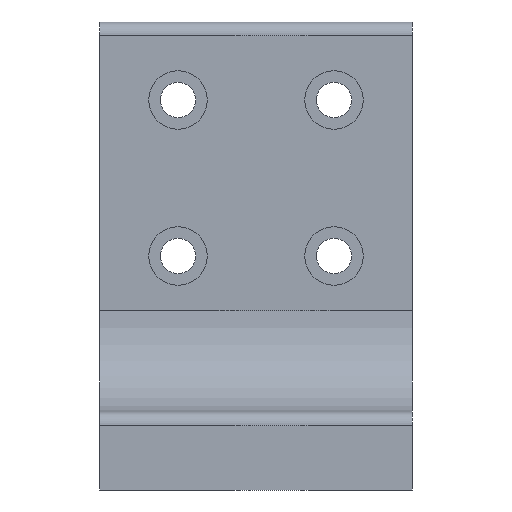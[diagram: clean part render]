
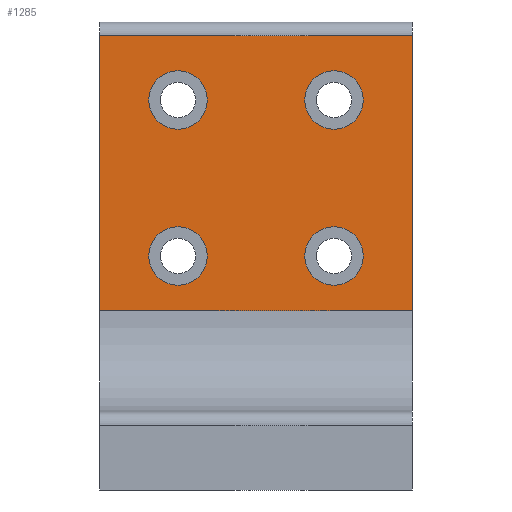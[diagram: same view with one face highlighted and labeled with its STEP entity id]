
A CAD part, front view. The second image highlights one B-rep face of the part: STEP entity #1285.
In plain terms, the highlighted planar face has unit normal (0, -1, 0).
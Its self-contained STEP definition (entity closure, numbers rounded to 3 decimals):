
#172=CARTESIAN_POINT('',(27.5,-20.,100.0));
#173=VERTEX_POINT('',#172);
#182=CARTESIAN_POINT('',(12.5,-20.,100.0));
#183=VERTEX_POINT('',#182);
#184=CARTESIAN_POINT('',(20.,-20.,100.0));
#185=DIRECTION('',(0.0,1.0,0.0));
#186=DIRECTION('',(1.0,0.0,0.0));
#187=AXIS2_PLACEMENT_3D('',#184,#185,#186);
#188=CIRCLE('',#187,7.5);
#189=EDGE_CURVE('',#183,#173,#188,.T.);
#256=CARTESIAN_POINT('',(67.5,-20.,100.0));
#257=VERTEX_POINT('',#256);
#266=CARTESIAN_POINT('',(52.5,-20.,100.0));
#267=VERTEX_POINT('',#266);
#268=CARTESIAN_POINT('',(60.,-20.,100.0));
#269=DIRECTION('',(0.0,1.0,0.0));
#270=DIRECTION('',(1.0,0.0,0.0));
#271=AXIS2_PLACEMENT_3D('',#268,#269,#270);
#272=CIRCLE('',#271,7.5);
#273=EDGE_CURVE('',#267,#257,#272,.T.);
#508=CARTESIAN_POINT('',(27.5,-20.,60.0));
#509=VERTEX_POINT('',#508);
#518=CARTESIAN_POINT('',(12.5,-20.,60.0));
#519=VERTEX_POINT('',#518);
#520=CARTESIAN_POINT('',(20.,-20.,60.0));
#521=DIRECTION('',(0.0,1.0,0.0));
#522=DIRECTION('',(1.0,0.0,0.0));
#523=AXIS2_PLACEMENT_3D('',#520,#521,#522);
#524=CIRCLE('',#523,7.5);
#525=EDGE_CURVE('',#519,#509,#524,.T.);
#592=CARTESIAN_POINT('',(67.5,-20.,60.0));
#593=VERTEX_POINT('',#592);
#602=CARTESIAN_POINT('',(52.5,-20.,60.0));
#603=VERTEX_POINT('',#602);
#604=CARTESIAN_POINT('',(60.,-20.,60.0));
#605=DIRECTION('',(0.0,1.0,0.0));
#606=DIRECTION('',(1.0,0.0,0.0));
#607=AXIS2_PLACEMENT_3D('',#604,#605,#606);
#608=CIRCLE('',#607,7.5);
#609=EDGE_CURVE('',#603,#593,#608,.T.);
#634=CARTESIAN_POINT('',(0.,-20.,46.0));
#635=VERTEX_POINT('',#634);
#653=CARTESIAN_POINT('',(80.,-20.,46.0));
#654=VERTEX_POINT('',#653);
#662=CARTESIAN_POINT('',(80.,-20.,46.0));
#663=DIRECTION('',(-1.0,0.0,0.0));
#664=VECTOR('',#663,80.);
#665=LINE('',#662,#664);
#666=EDGE_CURVE('',#654,#635,#665,.T.);
#794=CARTESIAN_POINT('',(0.,-20.,116.5));
#795=VERTEX_POINT('',#794);
#796=CARTESIAN_POINT('',(0.,-20.,116.5));
#797=DIRECTION('',(0.0,0.0,-1.0));
#798=VECTOR('',#797,70.5);
#799=LINE('',#796,#798);
#800=EDGE_CURVE('',#795,#635,#799,.T.);
#842=CARTESIAN_POINT('',(80.,-20.,116.5));
#843=VERTEX_POINT('',#842);
#860=CARTESIAN_POINT('',(0.,-20.,116.5));
#861=DIRECTION('',(1.0,0.0,0.0));
#862=VECTOR('',#861,80.);
#863=LINE('',#860,#862);
#864=EDGE_CURVE('',#795,#843,#863,.T.);
#927=CARTESIAN_POINT('',(60.,-20.,60.0));
#928=DIRECTION('',(0.0,1.0,0.0));
#929=DIRECTION('',(1.0,0.0,0.0));
#930=AXIS2_PLACEMENT_3D('',#927,#928,#929);
#931=CIRCLE('',#930,7.5);
#932=EDGE_CURVE('',#593,#603,#931,.T.);
#989=CARTESIAN_POINT('',(20.,-20.,60.0));
#990=DIRECTION('',(0.0,1.0,0.0));
#991=DIRECTION('',(1.0,0.0,0.0));
#992=AXIS2_PLACEMENT_3D('',#989,#990,#991);
#993=CIRCLE('',#992,7.5);
#994=EDGE_CURVE('',#509,#519,#993,.T.);
#1163=CARTESIAN_POINT('',(60.,-20.,100.0));
#1164=DIRECTION('',(0.0,1.0,0.0));
#1165=DIRECTION('',(1.0,0.0,0.0));
#1166=AXIS2_PLACEMENT_3D('',#1163,#1164,#1165);
#1167=CIRCLE('',#1166,7.5);
#1168=EDGE_CURVE('',#257,#267,#1167,.T.);
#1225=CARTESIAN_POINT('',(20.,-20.,100.0));
#1226=DIRECTION('',(0.0,1.0,0.0));
#1227=DIRECTION('',(1.0,0.0,0.0));
#1228=AXIS2_PLACEMENT_3D('',#1225,#1226,#1227);
#1229=CIRCLE('',#1228,7.5);
#1230=EDGE_CURVE('',#173,#183,#1229,.T.);
#1253=CARTESIAN_POINT('',(0.,-20.,20.0));
#1254=DIRECTION('',(0.0,-1.0,0.0));
#1255=DIRECTION('',(1.0,0.0,0.0));
#1256=AXIS2_PLACEMENT_3D('',#1253,#1254,#1255);
#1257=PLANE('',#1256);
#1258=ORIENTED_EDGE('',*,*,#666,.F.);
#1259=CARTESIAN_POINT('',(80.,-20.,46.0));
#1260=DIRECTION('',(0.0,0.0,1.0));
#1261=VECTOR('',#1260,70.5);
#1262=LINE('',#1259,#1261);
#1263=EDGE_CURVE('',#654,#843,#1262,.T.);
#1264=ORIENTED_EDGE('',*,*,#1263,.T.);
#1265=ORIENTED_EDGE('',*,*,#864,.F.);
#1266=ORIENTED_EDGE('',*,*,#800,.T.);
#1267=EDGE_LOOP('',(#1258,#1264,#1265,#1266));
#1268=FACE_OUTER_BOUND('',#1267,.T.);
#1269=ORIENTED_EDGE('',*,*,#932,.T.);
#1270=ORIENTED_EDGE('',*,*,#609,.T.);
#1271=EDGE_LOOP('',(#1269,#1270));
#1272=FACE_BOUND('',#1271,.T.);
#1273=ORIENTED_EDGE('',*,*,#994,.T.);
#1274=ORIENTED_EDGE('',*,*,#525,.T.);
#1275=EDGE_LOOP('',(#1273,#1274));
#1276=FACE_BOUND('',#1275,.T.);
#1277=ORIENTED_EDGE('',*,*,#1168,.T.);
#1278=ORIENTED_EDGE('',*,*,#273,.T.);
#1279=EDGE_LOOP('',(#1277,#1278));
#1280=FACE_BOUND('',#1279,.T.);
#1281=ORIENTED_EDGE('',*,*,#1230,.T.);
#1282=ORIENTED_EDGE('',*,*,#189,.T.);
#1283=EDGE_LOOP('',(#1281,#1282));
#1284=FACE_BOUND('',#1283,.T.);
#1285=ADVANCED_FACE('',(#1268,#1272,#1276,#1280,#1284),#1257,.T.);
